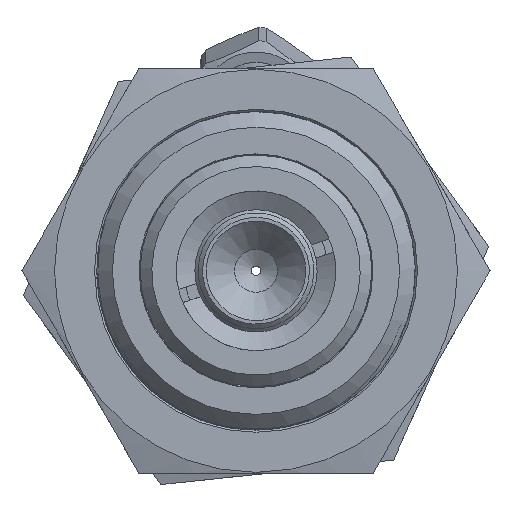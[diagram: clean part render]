
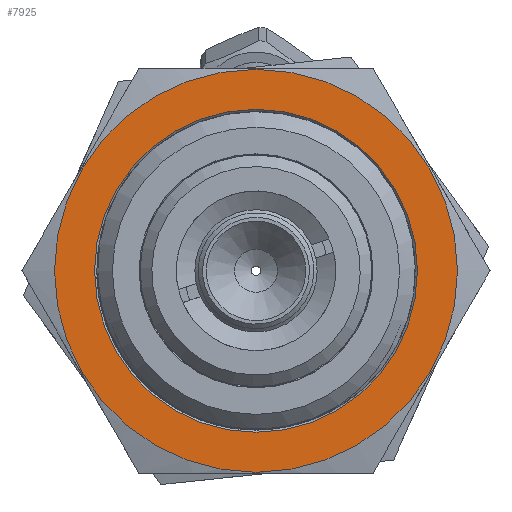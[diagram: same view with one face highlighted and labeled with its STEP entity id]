
A CAD part, left-side view. The second image highlights one B-rep face of the part: STEP entity #7925.
In plain terms, the highlighted planar face has unit normal (-1, 0, 0).
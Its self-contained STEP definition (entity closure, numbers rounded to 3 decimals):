
#7874=CARTESIAN_POINT('',(0.0,-8.854,0.));
#7875=VERTEX_POINT('',#7874);
#7876=CARTESIAN_POINT('',(0.0,0.0,0.0));
#7877=DIRECTION('',(-1.0,0.0,0.0));
#7878=DIRECTION('',(0.0,1.0,0.0));
#7879=AXIS2_PLACEMENT_3D('',#7876,#7877,#7878);
#7880=CIRCLE('',#7879,8.854);
#7881=EDGE_CURVE('',#7875,#7875,#7880,.T.);
#7906=CARTESIAN_POINT('',(0.0,5.525,0.0));
#7907=DIRECTION('',(-1.0,0.0,0.0));
#7908=DIRECTION('',(0.0,0.0,1.0));
#7909=AXIS2_PLACEMENT_3D('',#7906,#7907,#7908);
#7910=PLANE('',#7909);
#7911=CARTESIAN_POINT('',(0.0,11.049,0.0));
#7912=VERTEX_POINT('',#7911);
#7913=CARTESIAN_POINT('',(0.0,0.0,0.0));
#7914=DIRECTION('',(1.0,0.0,0.0));
#7915=DIRECTION('',(0.0,1.0,0.0));
#7916=AXIS2_PLACEMENT_3D('',#7913,#7914,#7915);
#7917=CIRCLE('',#7916,11.049);
#7918=EDGE_CURVE('',#7912,#7912,#7917,.T.);
#7919=ORIENTED_EDGE('',*,*,#7918,.F.);
#7920=EDGE_LOOP('',(#7919));
#7921=FACE_OUTER_BOUND('',#7920,.T.);
#7922=ORIENTED_EDGE('',*,*,#7881,.F.);
#7923=EDGE_LOOP('',(#7922));
#7924=FACE_BOUND('',#7923,.T.);
#7925=ADVANCED_FACE('',(#7921,#7924),#7910,.T.);
